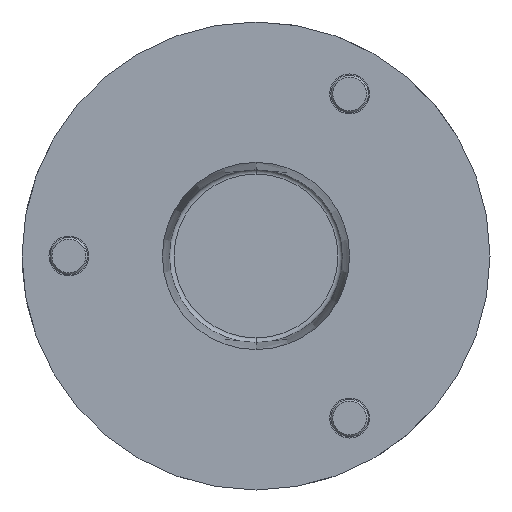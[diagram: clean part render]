
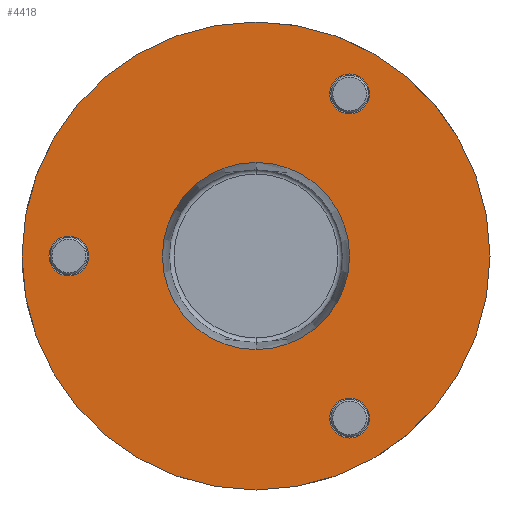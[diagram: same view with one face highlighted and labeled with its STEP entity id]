
A CAD part, front view. The second image highlights one B-rep face of the part: STEP entity #4418.
In plain terms, the highlighted planar face has unit normal (0, -1, 0).
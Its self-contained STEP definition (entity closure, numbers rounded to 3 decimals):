
#68 = DIRECTION ( 'NONE',  ( 0., 0., -1. ) ) ;
#172 = DIRECTION ( 'NONE',  ( 0., -1., 0. ) ) ;
#173 = CARTESIAN_POINT ( 'NONE',  ( 0., 0., 0. ) ) ;
#331 = DIRECTION ( 'NONE',  ( 0., 0., -1. ) ) ;
#338 = DIRECTION ( 'NONE',  ( 0., -1., 0. ) ) ;
#339 = CARTESIAN_POINT ( 'NONE',  ( 0., 0., 0. ) ) ;
#882 = CARTESIAN_POINT ( 'NONE',  ( -40., 0., -4.25 ) ) ;
#888 = CARTESIAN_POINT ( 'NONE',  ( -40., 0., 4.25 ) ) ;
#899 = CARTESIAN_POINT ( 'NONE',  ( 20., 0., 30.391 ) ) ;
#942 = CARTESIAN_POINT ( 'NONE',  ( 0., 0., 50. ) ) ;
#986 = CARTESIAN_POINT ( 'NONE',  ( 0., 0., 20. ) ) ;
#987 = CARTESIAN_POINT ( 'NONE',  ( 0., 0., -20. ) ) ;
#990 = CARTESIAN_POINT ( 'NONE',  ( 0., 0., -50. ) ) ;
#1003 = CARTESIAN_POINT ( 'NONE',  ( 20., 0., -30.391 ) ) ;
#1036 = CARTESIAN_POINT ( 'NONE',  ( 20., 0., -38.891 ) ) ;
#1395 = DIRECTION ( 'NONE',  ( 0., 0., 1. ) ) ;
#1396 = DIRECTION ( 'NONE',  ( 0., 1., 0. ) ) ;
#1397 = CARTESIAN_POINT ( 'NONE',  ( -40., 0., 0. ) ) ;
#1398 = DIRECTION ( 'NONE',  ( 0., 0., 1. ) ) ;
#1399 = DIRECTION ( 'NONE',  ( 0., 1., 0. ) ) ;
#1400 = CARTESIAN_POINT ( 'NONE',  ( 20., 0., -34.641 ) ) ;
#1401 = DIRECTION ( 'NONE',  ( 0., 0., -1. ) ) ;
#1402 = DIRECTION ( 'NONE',  ( 0., -1., 0. ) ) ;
#1404 = CARTESIAN_POINT ( 'NONE',  ( 0., 0., 0. ) ) ;
#1406 = DIRECTION ( 'NONE',  ( 0., 0., -1. ) ) ;
#1407 = DIRECTION ( 'NONE',  ( 0., -1., 0. ) ) ;
#1408 = CARTESIAN_POINT ( 'NONE',  ( 0., 0., 0. ) ) ;
#1409 = DIRECTION ( 'NONE',  ( 0., 0., 1. ) ) ;
#1410 = DIRECTION ( 'NONE',  ( 0., 1., 0. ) ) ;
#1411 = CARTESIAN_POINT ( 'NONE',  ( 20., 0., 34.641 ) ) ;
#1858 = AXIS2_PLACEMENT_3D ( 'NONE', #3535, #3509, #3557 ) ;
#2008 = AXIS2_PLACEMENT_3D ( 'NONE', #3915, #3914, #3912 ) ;
#2012 = AXIS2_PLACEMENT_3D ( 'NONE', #1404, #1402, #1401 ) ;
#2015 = AXIS2_PLACEMENT_3D ( 'NONE', #1397, #1396, #1395 ) ;
#2069 = AXIS2_PLACEMENT_3D ( 'NONE', #4504, #4508, #4509 ) ;
#2078 = AXIS2_PLACEMENT_3D ( 'NONE', #4507, #4506, #4505 ) ;
#2079 = AXIS2_PLACEMENT_3D ( 'NONE', #339, #338, #331 ) ;
#2086 = AXIS2_PLACEMENT_3D ( 'NONE', #1408, #1407, #1406 ) ;
#2087 = AXIS2_PLACEMENT_3D ( 'NONE', #1411, #1410, #1409 ) ;
#2098 = AXIS2_PLACEMENT_3D ( 'NONE', #173, #172, #68 ) ;
#2109 = AXIS2_PLACEMENT_3D ( 'NONE', #1400, #1399, #1398 ) ;
#2190 = ORIENTED_EDGE ( 'NONE', *, *, #3638, .T. ) ;
#2191 = ORIENTED_EDGE ( 'NONE', *, *, #3688, .F. ) ;
#2192 = ORIENTED_EDGE ( 'NONE', *, *, #3744, .F. ) ;
#2193 = ORIENTED_EDGE ( 'NONE', *, *, #3743, .T. ) ;
#2195 = ORIENTED_EDGE ( 'NONE', *, *, #3747, .T. ) ;
#2197 = ORIENTED_EDGE ( 'NONE', *, *, #3665, .T. ) ;
#2198 = ORIENTED_EDGE ( 'NONE', *, *, #3746, .T. ) ;
#2199 = ORIENTED_EDGE ( 'NONE', *, *, #3707, .T. ) ;
#2200 = ORIENTED_EDGE ( 'NONE', *, *, #3742, .T. ) ;
#2205 = ORIENTED_EDGE ( 'NONE', *, *, #3630, .T. ) ;
#2814 = FACE_OUTER_BOUND ( 'NONE', #3375, .T. ) ;
#2821 = FACE_BOUND ( 'NONE', #3364, .T. ) ;
#2824 = FACE_BOUND ( 'NONE', #3283, .T. ) ;
#2840 = FACE_BOUND ( 'NONE', #3369, .T. ) ;
#2842 = FACE_BOUND ( 'NONE', #3292, .T. ) ;
#2901 = VERTEX_POINT ( 'NONE', #1036 ) ;
#2967 = VERTEX_POINT ( 'NONE', #1003 ) ;
#3013 = VERTEX_POINT ( 'NONE', #987 ) ;
#3014 = VERTEX_POINT ( 'NONE', #990 ) ;
#3015 = VERTEX_POINT ( 'NONE', #986 ) ;
#3053 = VERTEX_POINT ( 'NONE', #942 ) ;
#3088 = VERTEX_POINT ( 'NONE', #899 ) ;
#3099 = VERTEX_POINT ( 'NONE', #888 ) ;
#3105 = VERTEX_POINT ( 'NONE', #882 ) ;
#3143 = VERTEX_POINT ( 'NONE', #4274 ) ;
#3283 = EDGE_LOOP ( 'NONE', ( #2197, #2195 ) ) ;
#3292 = EDGE_LOOP ( 'NONE', ( #2192, #2191 ) ) ;
#3364 = EDGE_LOOP ( 'NONE', ( #2190, #2198 ) ) ;
#3369 = EDGE_LOOP ( 'NONE', ( #2205, #2200 ) ) ;
#3375 = EDGE_LOOP ( 'NONE', ( #2199, #2193 ) ) ;
#3394 = CIRCLE ( 'NONE', #2008, 4.25 ) ;
#3509 = DIRECTION ( 'NONE',  ( 0., -1., 0. ) ) ;
#3529 = PLANE ( 'NONE',  #1858 ) ;
#3535 = CARTESIAN_POINT ( 'NONE',  ( 0., 0., 0. ) ) ;
#3557 = DIRECTION ( 'NONE',  ( 0., 0., -1. ) ) ;
#3630 = EDGE_CURVE ( 'NONE', #3088, #3143, #3394, .T. ) ;
#3638 = EDGE_CURVE ( 'NONE', #2901, #2967, #4651, .T. ) ;
#3665 = EDGE_CURVE ( 'NONE', #3105, #3099, #4627, .T. ) ;
#3688 = EDGE_CURVE ( 'NONE', #3015, #3013, #4612, .T. ) ;
#3707 = EDGE_CURVE ( 'NONE', #3014, #3053, #4598, .T. ) ;
#3742 = EDGE_CURVE ( 'NONE', #3143, #3088, #4866, .T. ) ;
#3743 = EDGE_CURVE ( 'NONE', #3053, #3014, #4881, .T. ) ;
#3744 = EDGE_CURVE ( 'NONE', #3013, #3015, #4871, .T. ) ;
#3746 = EDGE_CURVE ( 'NONE', #2967, #2901, #4887, .T. ) ;
#3747 = EDGE_CURVE ( 'NONE', #3099, #3105, #4884, .T. ) ;
#3912 = DIRECTION ( 'NONE',  ( 0., 0., 1. ) ) ;
#3914 = DIRECTION ( 'NONE',  ( 0., 1., 0. ) ) ;
#3915 = CARTESIAN_POINT ( 'NONE',  ( 20., 0., 34.641 ) ) ;
#4274 = CARTESIAN_POINT ( 'NONE',  ( 20., 0., 38.891 ) ) ;
#4418 = ADVANCED_FACE ( 'NONE', ( #2840, #2814, #2842, #2821, #2824 ), #3529, .T. ) ;
#4504 = CARTESIAN_POINT ( 'NONE',  ( 20., 0., -34.641 ) ) ;
#4505 = DIRECTION ( 'NONE',  ( 0., 0., 1. ) ) ;
#4506 = DIRECTION ( 'NONE',  ( 0., 1., 0. ) ) ;
#4507 = CARTESIAN_POINT ( 'NONE',  ( -40., 0., 0. ) ) ;
#4508 = DIRECTION ( 'NONE',  ( 0., 1., 0. ) ) ;
#4509 = DIRECTION ( 'NONE',  ( 0., 0., 1. ) ) ;
#4598 = CIRCLE ( 'NONE', #2098, 50. ) ;
#4612 = CIRCLE ( 'NONE', #2079, 20. ) ;
#4627 = CIRCLE ( 'NONE', #2078, 4.25 ) ;
#4651 = CIRCLE ( 'NONE', #2069, 4.25 ) ;
#4866 = CIRCLE ( 'NONE', #2087, 4.25 ) ;
#4871 = CIRCLE ( 'NONE', #2012, 20. ) ;
#4881 = CIRCLE ( 'NONE', #2086, 50. ) ;
#4884 = CIRCLE ( 'NONE', #2015, 4.25 ) ;
#4887 = CIRCLE ( 'NONE', #2109, 4.25 ) ;
